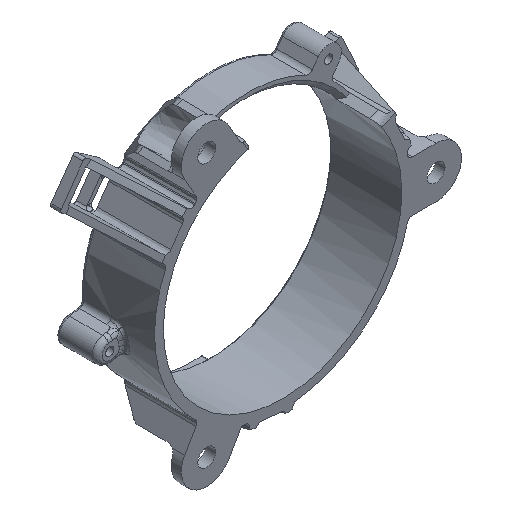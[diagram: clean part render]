
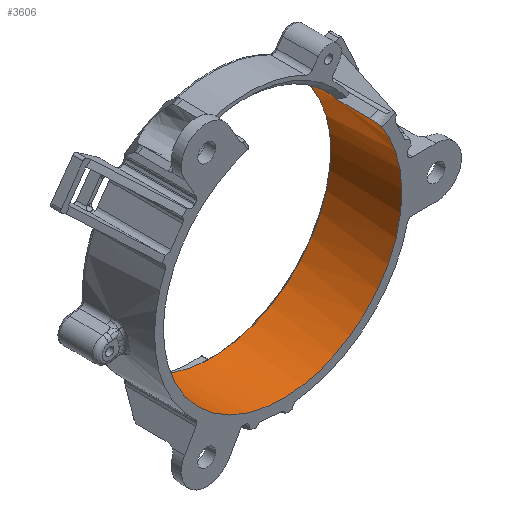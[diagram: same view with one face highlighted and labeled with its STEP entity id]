
A CAD part, isometric view. The second image highlights one B-rep face of the part: STEP entity #3606.
In plain terms, the highlighted free-form (B-spline) face has degree [2, 1] with [9, 2] control points.
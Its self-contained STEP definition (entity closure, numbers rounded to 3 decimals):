
#1541 = EDGE_CURVE('',#1542,#1544,#1546,.T.);
#1542 = VERTEX_POINT('',#1543);
#1543 = CARTESIAN_POINT('',(-11.798,14.834,
    41.947));
#1544 = VERTEX_POINT('',#1545);
#1545 = CARTESIAN_POINT('',(34.612,14.834,
    26.472));
#1546 = ( BOUNDED_CURVE() B_SPLINE_CURVE(2,(#1547,#1548,#1549),
.UNSPECIFIED.,.F.,.F.) B_SPLINE_CURVE_WITH_KNOTS((3,3),(4.438,
5.63),.PIECEWISE_BEZIER_KNOTS.) CURVE() 
GEOMETRIC_REPRESENTATION_ITEM() RATIONAL_B_SPLINE_CURVE((1.,
0.828,1.)) REPRESENTATION_ITEM('') );
#1547 = CARTESIAN_POINT('',(-11.798,14.834,
    41.947));
#1548 = CARTESIAN_POINT('',(16.655,14.834,
    49.95));
#1549 = CARTESIAN_POINT('',(34.612,14.834,
    26.472));
#3324 = VERTEX_POINT('',#3325);
#3325 = CARTESIAN_POINT('',(-12.714,0.,41.679));
#3330 = EDGE_CURVE('',#3324,#3331,#3333,.T.);
#3331 = VERTEX_POINT('',#3332);
#3332 = CARTESIAN_POINT('',(-11.798,0.927,
    41.947));
#3333 = B_SPLINE_CURVE_WITH_KNOTS('',3,(#3334,#3335,#3336,#3337,#3338,
    #3339,#3340,#3341,#3342,#3343),.UNSPECIFIED.,.F.,.F.,(4,2,2,2,4),(
    0.458,0.496,0.535,0.573,
    0.611),.UNSPECIFIED.);
#3334 = CARTESIAN_POINT('',(-12.714,0.,
    41.679));
#3335 = CARTESIAN_POINT('',(-12.6,0.,
    41.713));
#3336 = CARTESIAN_POINT('',(-12.478,0.023,
    41.75));
#3337 = CARTESIAN_POINT('',(-12.253,0.117,
    41.817));
#3338 = CARTESIAN_POINT('',(-12.15,0.189,
    41.847));
#3339 = CARTESIAN_POINT('',(-11.987,0.353,
    41.894));
#3340 = CARTESIAN_POINT('',(-11.916,0.457,
    41.914));
#3341 = CARTESIAN_POINT('',(-11.822,0.685,
    41.94));
#3342 = CARTESIAN_POINT('',(-11.798,0.81,
    41.947));
#3343 = CARTESIAN_POINT('',(-11.798,0.927,
    41.947));
#3414 = EDGE_CURVE('',#1542,#3331,#3415,.T.);
#3415 = B_SPLINE_CURVE_WITH_KNOTS('',1,(#3416,#3417),.UNSPECIFIED.,.F.,
  .F.,(2,2),(-16.,-1.),.PIECEWISE_BEZIER_KNOTS.);
#3416 = CARTESIAN_POINT('',(-11.798,14.834,
    41.947));
#3417 = CARTESIAN_POINT('',(-11.798,0.927,
    41.947));
#3450 = VERTEX_POINT('',#3451);
#3451 = CARTESIAN_POINT('',(34.612,2.781,
    26.472));
#3456 = EDGE_CURVE('',#3450,#3457,#3459,.T.);
#3457 = VERTEX_POINT('',#3458);
#3458 = CARTESIAN_POINT('',(36.257,0.,24.17));
#3459 = B_SPLINE_CURVE_WITH_KNOTS('',3,(#3460,#3461,#3462,#3463,#3464,
    #3465,#3466,#3467,#3468,#3469),.UNSPECIFIED.,.F.,.F.,(4,2,2,2,4),(
    1.819,1.932,2.045,2.16,
    2.275),.UNSPECIFIED.);
#3460 = CARTESIAN_POINT('',(34.612,2.781,
    26.472));
#3461 = CARTESIAN_POINT('',(34.612,2.432,
    26.472));
#3462 = CARTESIAN_POINT('',(34.656,2.06,
    26.415));
#3463 = CARTESIAN_POINT('',(34.83,1.377,
    26.185));
#3464 = CARTESIAN_POINT('',(34.96,1.066,
    26.011));
#3465 = CARTESIAN_POINT('',(35.257,0.572,
    25.607));
#3466 = CARTESIAN_POINT('',(35.444,0.356,
    25.349));
#3467 = CARTESIAN_POINT('',(35.846,0.07,
    24.778));
#3468 = CARTESIAN_POINT('',(36.06,0.,
    24.465));
#3469 = CARTESIAN_POINT('',(36.257,0.,
    24.17));
#3512 = EDGE_CURVE('',#3450,#1544,#3513,.T.);
#3513 = B_SPLINE_CURVE_WITH_KNOTS('',1,(#3514,#3515),.UNSPECIFIED.,.F.,
  .F.,(2,2),(3.,16.),.PIECEWISE_BEZIER_KNOTS.);
#3514 = CARTESIAN_POINT('',(34.612,2.781,
    26.472));
#3515 = CARTESIAN_POINT('',(34.612,14.834,
    26.472));
#3606 = ADVANCED_FACE('',(#3607),#3656,.F.);
#3607 = FACE_BOUND('',#3608,.F.);
#3608 = EDGE_LOOP('',(#3609,#3618,#3624,#3625,#3626,#3627,#3628,#3629,
    #3637,#3638,#3648));
#3609 = ORIENTED_EDGE('',*,*,#3610,.T.);
#3610 = EDGE_CURVE('',#3611,#3613,#3615,.T.);
#3611 = VERTEX_POINT('',#3612);
#3612 = CARTESIAN_POINT('',(-43.575,25.959,
    0.));
#3613 = VERTEX_POINT('',#3614);
#3614 = CARTESIAN_POINT('',(-43.575,0.,
    0.));
#3615 = B_SPLINE_CURVE_WITH_KNOTS('',1,(#3616,#3617),.UNSPECIFIED.,.F.,
  .F.,(2,2),(-28.,0.),.PIECEWISE_BEZIER_KNOTS.);
#3616 = CARTESIAN_POINT('',(-43.575,25.959,
    0.));
#3617 = CARTESIAN_POINT('',(-43.575,0.,
    0.));
#3618 = ORIENTED_EDGE('',*,*,#3619,.F.);
#3619 = EDGE_CURVE('',#3324,#3613,#3620,.T.);
#3620 = ( BOUNDED_CURVE() B_SPLINE_CURVE(2,(#3621,#3622,#3623),
.UNSPECIFIED.,.F.,.F.) B_SPLINE_CURVE_WITH_KNOTS((3,3),(1.867,
3.142),.PIECEWISE_BEZIER_KNOTS.) CURVE() 
GEOMETRIC_REPRESENTATION_ITEM() RATIONAL_B_SPLINE_CURVE((1.,
0.804,1.)) REPRESENTATION_ITEM('') );
#3621 = CARTESIAN_POINT('',(-12.714,0.,41.679));
#3622 = CARTESIAN_POINT('',(-43.575,0.,32.265));
#3623 = CARTESIAN_POINT('',(-43.575,0.,0.));
#3624 = ORIENTED_EDGE('',*,*,#3330,.T.);
#3625 = ORIENTED_EDGE('',*,*,#3414,.F.);
#3626 = ORIENTED_EDGE('',*,*,#1541,.T.);
#3627 = ORIENTED_EDGE('',*,*,#3512,.F.);
#3628 = ORIENTED_EDGE('',*,*,#3456,.T.);
#3629 = ORIENTED_EDGE('',*,*,#3630,.F.);
#3630 = EDGE_CURVE('',#3613,#3457,#3631,.T.);
#3631 = ( BOUNDED_CURVE() B_SPLINE_CURVE(2,(#3632,#3633,#3634,#3635,
#3636),.UNSPECIFIED.,.F.,.F.) B_SPLINE_CURVE_WITH_KNOTS((3,2,3),(
    3.142,5.006,6.871),
.PIECEWISE_BEZIER_KNOTS.) CURVE() GEOMETRIC_REPRESENTATION_ITEM() 
RATIONAL_B_SPLINE_CURVE((1.,0.596,1.,0.596,1.)) 
REPRESENTATION_ITEM('') );
#3632 = CARTESIAN_POINT('',(-43.575,0.,0.));
#3633 = CARTESIAN_POINT('',(-43.575,0.,-58.721));
#3634 = CARTESIAN_POINT('',(12.627,0.,-41.705));
#3635 = CARTESIAN_POINT('',(68.828,0.,-24.69));
#3636 = CARTESIAN_POINT('',(36.257,0.,24.17));
#3637 = ORIENTED_EDGE('',*,*,#3610,.F.);
#3638 = ORIENTED_EDGE('',*,*,#3639,.T.);
#3639 = EDGE_CURVE('',#3611,#3640,#3642,.T.);
#3640 = VERTEX_POINT('',#3641);
#3641 = CARTESIAN_POINT('',(43.575,25.959,
    0.));
#3642 = ( BOUNDED_CURVE() B_SPLINE_CURVE(2,(#3643,#3644,#3645,#3646,
#3647),.UNSPECIFIED.,.F.,.F.) B_SPLINE_CURVE_WITH_KNOTS((3,2,3),(0.,
1.571,3.142),.PIECEWISE_BEZIER_KNOTS.) CURVE() 
GEOMETRIC_REPRESENTATION_ITEM() RATIONAL_B_SPLINE_CURVE((1.,
0.707,1.,0.707,1.)) REPRESENTATION_ITEM('') );
#3643 = CARTESIAN_POINT('',(-43.575,25.959,0.));
#3644 = CARTESIAN_POINT('',(-43.575,25.959,
    -43.575));
#3645 = CARTESIAN_POINT('',(0.,25.959,
    -43.575));
#3646 = CARTESIAN_POINT('',(43.575,25.959,
    -43.575));
#3647 = CARTESIAN_POINT('',(43.575,25.959,
    0.));
#3648 = ORIENTED_EDGE('',*,*,#3649,.T.);
#3649 = EDGE_CURVE('',#3640,#3611,#3650,.T.);
#3650 = ( BOUNDED_CURVE() B_SPLINE_CURVE(2,(#3651,#3652,#3653,#3654,
#3655),.UNSPECIFIED.,.F.,.F.) B_SPLINE_CURVE_WITH_KNOTS((3,2,3),(
    3.142,4.712,6.283),
.PIECEWISE_BEZIER_KNOTS.) CURVE() GEOMETRIC_REPRESENTATION_ITEM() 
RATIONAL_B_SPLINE_CURVE((1.,0.707,1.,0.707,1.)) 
REPRESENTATION_ITEM('') );
#3651 = CARTESIAN_POINT('',(43.575,25.959,
    0.));
#3652 = CARTESIAN_POINT('',(43.575,25.959,
    43.575));
#3653 = CARTESIAN_POINT('',(0.,25.959,
    43.575));
#3654 = CARTESIAN_POINT('',(-43.575,25.959,
    43.575));
#3655 = CARTESIAN_POINT('',(-43.575,25.959,
    0.));
#3656 = ( BOUNDED_SURFACE() B_SPLINE_SURFACE(2,1,(
    (#3657,#3658)
    ,(#3659,#3660)
    ,(#3661,#3662)
    ,(#3663,#3664)
    ,(#3665,#3666)
    ,(#3667,#3668)
    ,(#3669,#3670)
    ,(#3671,#3672)
    ,(#3673,#3674
)),.UNSPECIFIED.,.T.,.F.,.F.) B_SPLINE_SURFACE_WITH_KNOTS((3,2,2,2,3),(2
    ,2),(3.142,4.189,6.283,8.378,
    9.425),(0.,28.),.UNSPECIFIED.) 
GEOMETRIC_REPRESENTATION_ITEM() RATIONAL_B_SPLINE_SURFACE((
    (0.75,0.75)
    ,(0.75,0.75)
    ,(1.,1.)
    ,(0.5,0.5)
    ,(1.,1.)
    ,(0.5,0.5)
    ,(1.,1.)
    ,(0.75,0.75)
,(0.75,0.75))) REPRESENTATION_ITEM('') SURFACE() );
#3657 = CARTESIAN_POINT('',(-43.575,0.,
    0.));
#3658 = CARTESIAN_POINT('',(-43.575,25.959,
    0.));
#3659 = CARTESIAN_POINT('',(-43.575,0.,
    25.158));
#3660 = CARTESIAN_POINT('',(-43.575,25.959,
    25.158));
#3661 = CARTESIAN_POINT('',(-21.787,0.,
    37.737));
#3662 = CARTESIAN_POINT('',(-21.787,25.959,
    37.737));
#3663 = CARTESIAN_POINT('',(43.575,0.,
    75.474));
#3664 = CARTESIAN_POINT('',(43.575,25.959,
    75.474));
#3665 = CARTESIAN_POINT('',(43.575,0.,0.));
#3666 = CARTESIAN_POINT('',(43.575,25.959,0.));
#3667 = CARTESIAN_POINT('',(43.575,0.,
    -75.474));
#3668 = CARTESIAN_POINT('',(43.575,25.959,
    -75.474));
#3669 = CARTESIAN_POINT('',(-21.787,0.,
    -37.737));
#3670 = CARTESIAN_POINT('',(-21.787,25.959,
    -37.737));
#3671 = CARTESIAN_POINT('',(-43.575,0.,
    -25.158));
#3672 = CARTESIAN_POINT('',(-43.575,25.959,
    -25.158));
#3673 = CARTESIAN_POINT('',(-43.575,0.,
    0.));
#3674 = CARTESIAN_POINT('',(-43.575,25.959,
    0.));
